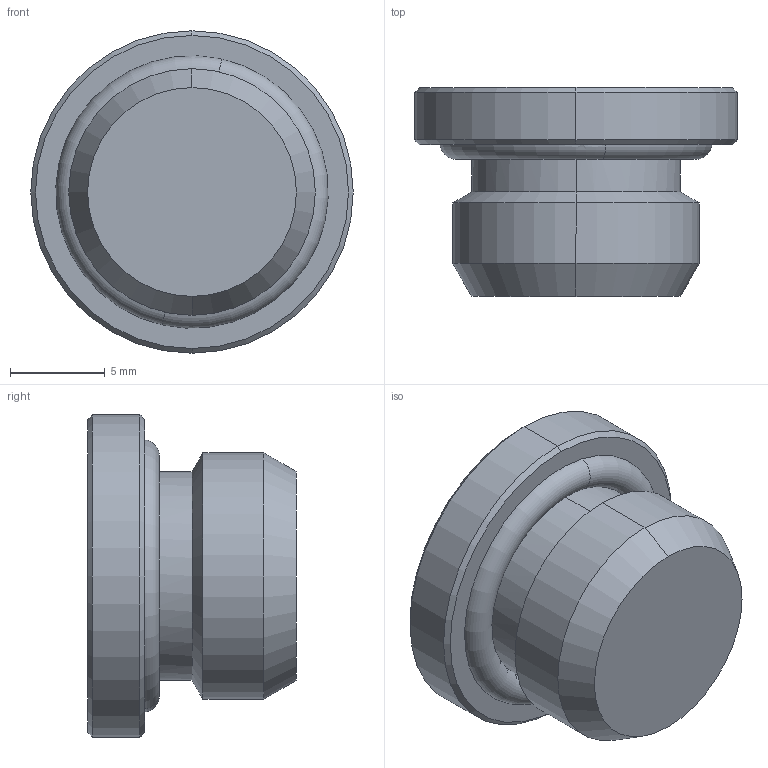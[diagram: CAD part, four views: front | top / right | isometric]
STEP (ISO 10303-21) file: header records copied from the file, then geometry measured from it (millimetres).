
FILE_DESCRIPTION (( 'STEP AP214' ), '1' );
FILE_NAME ('0301500002A.STEP', '2021-01-07T15:49:37', ( 'admin' ), ( '' ), 'SwSTEP 2.0', 'SolidWorks 2016', '' );
FILE_SCHEMA (( 'AUTOMOTIVE_DESIGN' ));
Length unit declared in the file: millimetre
Products named in the file (1): 0301500002A
Bounding box: 17 x 11 x 17 mm (x, y, z)
Volume: 1406.3 mm3; surface area: 1086.8 mm2
Topology: 1 solids, 1 shells, 43 faces, 106 edges, 65 vertices
Faces by surface type: plane 21, cone 12, cylinder 8, torus 2
Entity records: 1775 total; most frequent: CARTESIAN_POINT 249, DIRECTION 222, ORIENTED_EDGE 208, EDGE_CURVE 104, AXIS2_PLACEMENT_3D 86, VERTEX_POINT 65, VECTOR 50, LINE 50
